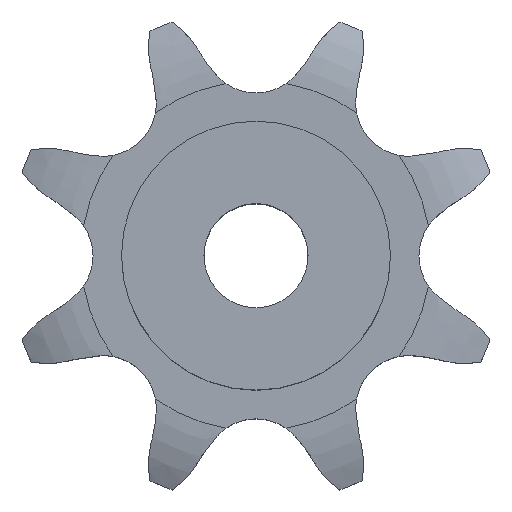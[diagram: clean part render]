
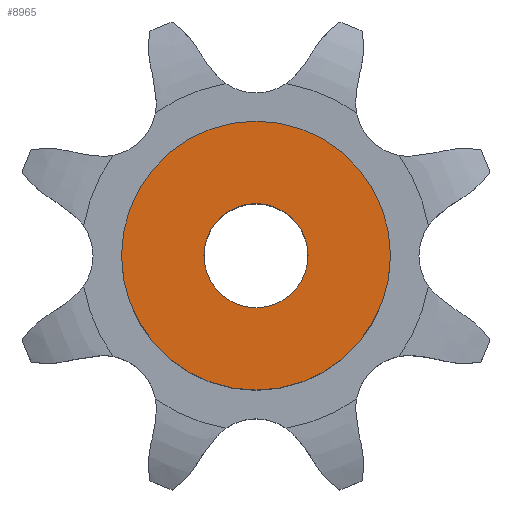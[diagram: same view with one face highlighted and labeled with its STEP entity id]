
A CAD part, top view. The second image highlights one B-rep face of the part: STEP entity #8965.
In plain terms, the highlighted planar face has unit normal (0, 0, 1).
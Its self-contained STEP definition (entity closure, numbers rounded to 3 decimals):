
#1719 = CYLINDRICAL_SURFACE('',#1720,15.5);
#1720 = AXIS2_PLACEMENT_3D('',#1721,#1722,#1723);
#1721 = CARTESIAN_POINT('',(0.,0.,0.));
#1722 = DIRECTION('',(-0.,-0.,-1.));
#1723 = DIRECTION('',(1.,0.,0.));
#5936 = VERTEX_POINT('',#5937);
#5937 = CARTESIAN_POINT('',(15.5,0.,30.));
#5958 = EDGE_CURVE('',#5936,#5936,#5959,.T.);
#5959 = SURFACE_CURVE('',#5960,(#5965,#5972),.PCURVE_S1.);
#5960 = CIRCLE('',#5961,15.5);
#5961 = AXIS2_PLACEMENT_3D('',#5962,#5963,#5964);
#5962 = CARTESIAN_POINT('',(0.,0.,30.));
#5963 = DIRECTION('',(0.,0.,1.));
#5964 = DIRECTION('',(1.,0.,0.));
#5965 = PCURVE('',#1719,#5966);
#5966 = DEFINITIONAL_REPRESENTATION('',(#5967),#5971);
#5967 = LINE('',#5968,#5969);
#5968 = CARTESIAN_POINT('',(-0.,-30.));
#5969 = VECTOR('',#5970,1.);
#5970 = DIRECTION('',(-1.,0.));
#5971 = ( GEOMETRIC_REPRESENTATION_CONTEXT(2) 
PARAMETRIC_REPRESENTATION_CONTEXT() REPRESENTATION_CONTEXT('2D SPACE',''
  ) );
#5972 = PCURVE('',#5973,#5978);
#5973 = PLANE('',#5974);
#5974 = AXIS2_PLACEMENT_3D('',#5975,#5976,#5977);
#5975 = CARTESIAN_POINT('',(0.,0.,30.)
  );
#5976 = DIRECTION('',(0.,0.,1.));
#5977 = DIRECTION('',(1.,0.,0.));
#5978 = DEFINITIONAL_REPRESENTATION('',(#5979),#5983);
#5979 = CIRCLE('',#5980,15.5);
#5980 = AXIS2_PLACEMENT_2D('',#5981,#5982);
#5981 = CARTESIAN_POINT('',(0.,0.));
#5982 = DIRECTION('',(1.,0.));
#5983 = ( GEOMETRIC_REPRESENTATION_CONTEXT(2) 
PARAMETRIC_REPRESENTATION_CONTEXT() REPRESENTATION_CONTEXT('2D SPACE',''
  ) );
#7771 = CYLINDRICAL_SURFACE('',#7772,6.);
#7772 = AXIS2_PLACEMENT_3D('',#7773,#7774,#7775);
#7773 = CARTESIAN_POINT('',(0.,0.,106.9));
#7774 = DIRECTION('',(0.,0.,1.));
#7775 = DIRECTION('',(1.,0.,0.));
#8965 = ADVANCED_FACE('',(#8966,#8969),#5973,.T.);
#8966 = FACE_BOUND('',#8967,.T.);
#8967 = EDGE_LOOP('',(#8968));
#8968 = ORIENTED_EDGE('',*,*,#5958,.T.);
#8969 = FACE_BOUND('',#8970,.T.);
#8970 = EDGE_LOOP('',(#8971));
#8971 = ORIENTED_EDGE('',*,*,#8972,.F.);
#8972 = EDGE_CURVE('',#8973,#8973,#8975,.T.);
#8973 = VERTEX_POINT('',#8974);
#8974 = CARTESIAN_POINT('',(6.,0.,30.));
#8975 = SURFACE_CURVE('',#8976,(#8981,#8988),.PCURVE_S1.);
#8976 = CIRCLE('',#8977,6.);
#8977 = AXIS2_PLACEMENT_3D('',#8978,#8979,#8980);
#8978 = CARTESIAN_POINT('',(0.,0.,30.));
#8979 = DIRECTION('',(0.,0.,1.));
#8980 = DIRECTION('',(1.,0.,0.));
#8981 = PCURVE('',#5973,#8982);
#8982 = DEFINITIONAL_REPRESENTATION('',(#8983),#8987);
#8983 = CIRCLE('',#8984,6.);
#8984 = AXIS2_PLACEMENT_2D('',#8985,#8986);
#8985 = CARTESIAN_POINT('',(0.,0.));
#8986 = DIRECTION('',(1.,0.));
#8987 = ( GEOMETRIC_REPRESENTATION_CONTEXT(2) 
PARAMETRIC_REPRESENTATION_CONTEXT() REPRESENTATION_CONTEXT('2D SPACE',''
  ) );
#8988 = PCURVE('',#7771,#8989);
#8989 = DEFINITIONAL_REPRESENTATION('',(#8990),#8994);
#8990 = LINE('',#8991,#8992);
#8991 = CARTESIAN_POINT('',(0.,-76.9));
#8992 = VECTOR('',#8993,1.);
#8993 = DIRECTION('',(1.,0.));
#8994 = ( GEOMETRIC_REPRESENTATION_CONTEXT(2) 
PARAMETRIC_REPRESENTATION_CONTEXT() REPRESENTATION_CONTEXT('2D SPACE',''
  ) );
